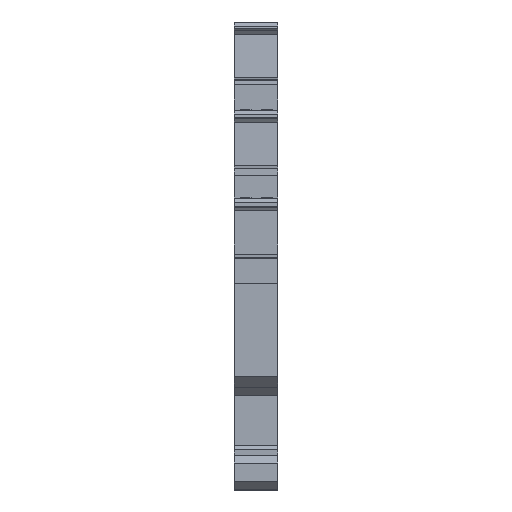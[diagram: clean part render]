
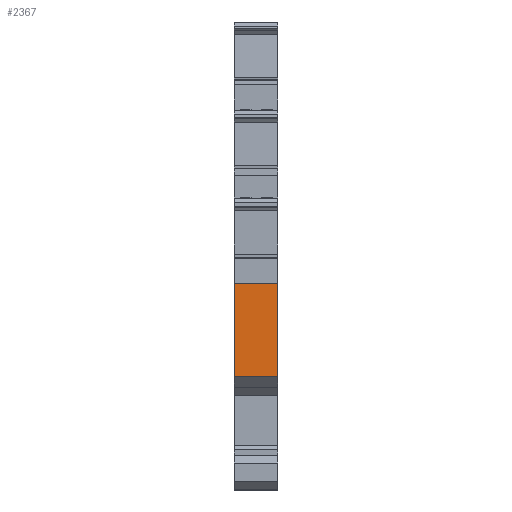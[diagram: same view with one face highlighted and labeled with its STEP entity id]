
A CAD part, left-side view. The second image highlights one B-rep face of the part: STEP entity #2367.
In plain terms, the highlighted free-form (B-spline) face has degree [1, 1] with [2, 2] control points.
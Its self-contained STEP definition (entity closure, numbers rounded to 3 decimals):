
#2316=CARTESIAN_POINT('',(-26.004,0.,13.7));
#2317=VERTEX_POINT('',#2316);
#2324=CARTESIAN_POINT('',(-26.004,5.2,13.7));
#2325=VERTEX_POINT('',#2324);
#2326=CARTESIAN_POINT('',(-26.004,0.,13.7));
#2327=CARTESIAN_POINT('',(-26.004,5.2,13.7));
#2328=B_SPLINE_CURVE_WITH_KNOTS('',1,(#2326,#2327),.POLYLINE_FORM.,.F.,.U.,(2,2),(0.,1.),.UNSPECIFIED.);
#2329=EDGE_CURVE('',#2317,#2325,#2328,.T.);
#2340=CARTESIAN_POINT('',(-26.004,14.989,31.711));
#2341=CARTESIAN_POINT('',(-26.004,-9.789,31.711));
#2342=CARTESIAN_POINT('',(-26.004,14.989,6.933));
#2343=CARTESIAN_POINT('',(-26.004,-9.789,6.933));
#2344=B_SPLINE_SURFACE_WITH_KNOTS('',1,1,((#2340,#2341),(#2342,#2343)),.PLANE_SURF.,.F.,.F.,.U.,(2,2),(2,2),(0.,1.),(0.,1.),.UNSPECIFIED.);
#2345=ORIENTED_EDGE('',*,*,#2329,.F.);
#2346=CARTESIAN_POINT('',(-26.004,0.,24.945));
#2347=VERTEX_POINT('',#2346);
#2348=CARTESIAN_POINT('',(-26.004,0.,13.7));
#2349=CARTESIAN_POINT('',(-26.004,0.,24.945));
#2350=B_SPLINE_CURVE_WITH_KNOTS('',1,(#2348,#2349),.POLYLINE_FORM.,.F.,.U.,(2,2),(0.,1.),.UNSPECIFIED.);
#2351=EDGE_CURVE('',#2317,#2347,#2350,.T.);
#2352=ORIENTED_EDGE('',*,*,#2351,.T.);
#2353=CARTESIAN_POINT('',(-26.004,5.2,24.945));
#2354=VERTEX_POINT('',#2353);
#2355=CARTESIAN_POINT('',(-26.004,0.,24.945));
#2356=CARTESIAN_POINT('',(-26.004,5.2,24.945));
#2357=B_SPLINE_CURVE_WITH_KNOTS('',1,(#2355,#2356),.POLYLINE_FORM.,.F.,.U.,(2,2),(0.,1.),.UNSPECIFIED.);
#2358=EDGE_CURVE('',#2347,#2354,#2357,.T.);
#2359=ORIENTED_EDGE('',*,*,#2358,.T.);
#2360=CARTESIAN_POINT('',(-26.004,5.2,24.945));
#2361=CARTESIAN_POINT('',(-26.004,5.2,13.7));
#2362=B_SPLINE_CURVE_WITH_KNOTS('',1,(#2360,#2361),.POLYLINE_FORM.,.F.,.U.,(2,2),(0.,1.),.UNSPECIFIED.);
#2363=EDGE_CURVE('',#2354,#2325,#2362,.T.);
#2364=ORIENTED_EDGE('',*,*,#2363,.T.);
#2365=EDGE_LOOP('',(#2345,#2352,#2359,#2364));
#2366=FACE_OUTER_BOUND('',#2365,.T.);
#2367=ADVANCED_FACE('',(#2366),#2344,.T.);
